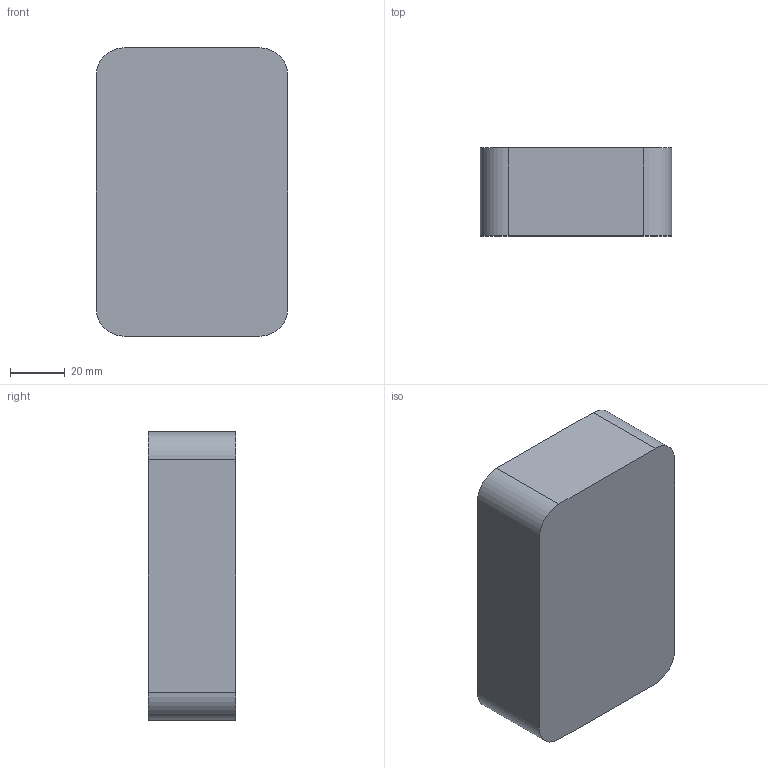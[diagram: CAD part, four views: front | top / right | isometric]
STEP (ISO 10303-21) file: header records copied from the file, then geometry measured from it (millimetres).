
FILE_DESCRIPTION (( 'STEP AP203' ), '1' );
FILE_NAME ('TWANG32_CHASSIS-mod.STEP', '2025-06-26T17:56:03', ( '' ), ( '' ), 'SwSTEP 2.0', 'SolidWorks 2017', '' );
FILE_SCHEMA (( 'CONFIG_CONTROL_DESIGN' ));
Length unit declared in the file: millimetre
Products named in the file (1): TWANG32_CHASSIS-mod
Bounding box: 69.85 x 32 x 105 mm (x, y, z)
Volume: 70072.2 mm3; surface area: 34782.6 mm2
Topology: 1 solids, 1 shells, 140 faces, 395 edges, 258 vertices
Faces by surface type: cylinder 71, plane 65, cone 4
Entity records: 4686 total; most frequent: CARTESIAN_POINT 872, DIRECTION 811, ORIENTED_EDGE 790, EDGE_CURVE 395, AXIS2_PLACEMENT_3D 293, VERTEX_POINT 258, VECTOR 225, LINE 225
